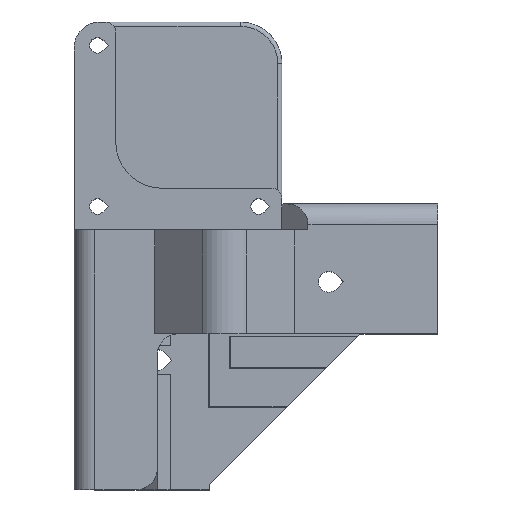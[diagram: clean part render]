
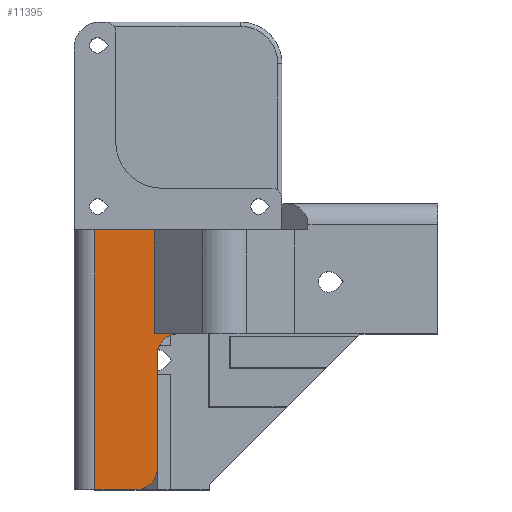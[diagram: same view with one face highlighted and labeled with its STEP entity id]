
A CAD part, top view. The second image highlights one B-rep face of the part: STEP entity #11395.
In plain terms, the highlighted planar face has unit normal (0, 0, 1).
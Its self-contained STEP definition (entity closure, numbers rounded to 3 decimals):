
#1846 = PLANE('',#1847);
#1847 = AXIS2_PLACEMENT_3D('',#1848,#1849,#1850);
#1848 = CARTESIAN_POINT('',(6.,-70.,-25.));
#1849 = DIRECTION('',(0.,1.,0.));
#1850 = DIRECTION('',(1.,0.,0.));
#2605 = PLANE('',#2606);
#2606 = AXIS2_PLACEMENT_3D('',#2607,#2608,#2609);
#2607 = CARTESIAN_POINT('',(4.757,-40.,14.243));
#2608 = DIRECTION('',(0.,1.,0.));
#2609 = DIRECTION('',(-0.,-0.,-1.));
#3746 = VERTEX_POINT('',#3747);
#3747 = CARTESIAN_POINT('',(-8.,-70.,5.));
#3763 = CYLINDRICAL_SURFACE('',#3764,4.);
#3764 = AXIS2_PLACEMENT_3D('',#3765,#3766,#3767);
#3765 = CARTESIAN_POINT('',(-8.,-66.,5.));
#3766 = DIRECTION('',(-0.,-0.,-1.));
#3767 = DIRECTION('',(0.,-1.,0.));
#3775 = EDGE_CURVE('',#3746,#3776,#3778,.T.);
#3776 = VERTEX_POINT('',#3777);
#3777 = CARTESIAN_POINT('',(-16.,-70.,5.));
#3778 = SURFACE_CURVE('',#3779,(#3783,#3790),.PCURVE_S1.);
#3779 = LINE('',#3780,#3781);
#3780 = CARTESIAN_POINT('',(6.,-70.,5.));
#3781 = VECTOR('',#3782,1.);
#3782 = DIRECTION('',(-1.,-0.,-0.));
#3783 = PCURVE('',#1846,#3784);
#3784 = DEFINITIONAL_REPRESENTATION('',(#3785),#3789);
#3785 = LINE('',#3786,#3787);
#3786 = CARTESIAN_POINT('',(-0.,-30.));
#3787 = VECTOR('',#3788,1.);
#3788 = DIRECTION('',(-1.,0.));
#3789 = ( GEOMETRIC_REPRESENTATION_CONTEXT(2) 
PARAMETRIC_REPRESENTATION_CONTEXT() REPRESENTATION_CONTEXT('2D SPACE',''
  ) );
#3790 = PCURVE('',#3791,#3796);
#3791 = PLANE('',#3792);
#3792 = AXIS2_PLACEMENT_3D('',#3793,#3794,#3795);
#3793 = CARTESIAN_POINT('',(50.,-15.,5.));
#3794 = DIRECTION('',(-0.,-0.,-1.));
#3795 = DIRECTION('',(-1.,0.,0.));
#3796 = DEFINITIONAL_REPRESENTATION('',(#3797),#3801);
#3797 = LINE('',#3798,#3799);
#3798 = CARTESIAN_POINT('',(44.,-55.));
#3799 = VECTOR('',#3800,1.);
#3800 = DIRECTION('',(1.,-0.));
#3801 = ( GEOMETRIC_REPRESENTATION_CONTEXT(2) 
PARAMETRIC_REPRESENTATION_CONTEXT() REPRESENTATION_CONTEXT('2D SPACE',''
  ) );
#3820 = CYLINDRICAL_SURFACE('',#3821,4.);
#3821 = AXIS2_PLACEMENT_3D('',#3822,#3823,#3824);
#3822 = CARTESIAN_POINT('',(-16.,-70.,1.));
#3823 = DIRECTION('',(0.,1.,0.));
#3824 = DIRECTION('',(-1.,-0.,-0.));
#9447 = PLANE('',#9448);
#9448 = AXIS2_PLACEMENT_3D('',#9449,#9450,#9451);
#9449 = CARTESIAN_POINT('',(-4.,-82.086,5.));
#9450 = DIRECTION('',(-1.,-0.,-0.));
#9451 = DIRECTION('',(0.,-1.,0.));
#9480 = CYLINDRICAL_SURFACE('',#9481,4.);
#9481 = AXIS2_PLACEMENT_3D('',#9482,#9483,#9484);
#9482 = CARTESIAN_POINT('',(0.,-44.,5.));
#9483 = DIRECTION('',(0.,0.,-1.));
#9484 = DIRECTION('',(-1.,0.,0.));
#9968 = VERTEX_POINT('',#9969);
#9969 = CARTESIAN_POINT('',(-4.485,-40.,5.));
#9983 = PLANE('',#9984);
#9984 = AXIS2_PLACEMENT_3D('',#9985,#9986,#9987);
#9985 = CARTESIAN_POINT('',(-7.527,-40.,1.958));
#9986 = DIRECTION('',(-0.707,0.,0.707)
  );
#9987 = DIRECTION('',(-0.707,0.,
    -0.707));
#9995 = EDGE_CURVE('',#9996,#9968,#9998,.T.);
#9996 = VERTEX_POINT('',#9997);
#9997 = CARTESIAN_POINT('',(0.,-40.,5.));
#9998 = SURFACE_CURVE('',#9999,(#10003,#10010),.PCURVE_S1.);
#9999 = LINE('',#10000,#10001);
#10000 = CARTESIAN_POINT('',(27.379,-40.,5.));
#10001 = VECTOR('',#10002,1.);
#10002 = DIRECTION('',(-1.,-0.,-0.));
#10003 = PCURVE('',#2605,#10004);
#10004 = DEFINITIONAL_REPRESENTATION('',(#10005),#10009);
#10005 = LINE('',#10006,#10007);
#10006 = CARTESIAN_POINT('',(9.243,-22.621));
#10007 = VECTOR('',#10008,1.);
#10008 = DIRECTION('',(-0.,1.));
#10009 = ( GEOMETRIC_REPRESENTATION_CONTEXT(2) 
PARAMETRIC_REPRESENTATION_CONTEXT() REPRESENTATION_CONTEXT('2D SPACE',''
  ) );
#10010 = PCURVE('',#3791,#10011);
#10011 = DEFINITIONAL_REPRESENTATION('',(#10012),#10016);
#10012 = LINE('',#10013,#10014);
#10013 = CARTESIAN_POINT('',(22.621,-25.));
#10014 = VECTOR('',#10015,1.);
#10015 = DIRECTION('',(1.,-0.));
#10016 = ( GEOMETRIC_REPRESENTATION_CONTEXT(2) 
PARAMETRIC_REPRESENTATION_CONTEXT() REPRESENTATION_CONTEXT('2D SPACE',''
  ) );
#10215 = PLANE('',#10216);
#10216 = AXIS2_PLACEMENT_3D('',#10217,#10218,#10219);
#10217 = CARTESIAN_POINT('',(4.757,-20.,14.243));
#10218 = DIRECTION('',(0.,1.,0.));
#10219 = DIRECTION('',(-0.,-0.,-1.));
#10522 = EDGE_CURVE('',#3746,#10523,#10525,.T.);
#10523 = VERTEX_POINT('',#10524);
#10524 = CARTESIAN_POINT('',(-4.,-66.,5.));
#10525 = SURFACE_CURVE('',#10526,(#10531,#10538),.PCURVE_S1.);
#10526 = CIRCLE('',#10527,4.);
#10527 = AXIS2_PLACEMENT_3D('',#10528,#10529,#10530);
#10528 = CARTESIAN_POINT('',(-8.,-66.,5.));
#10529 = DIRECTION('',(0.,-0.,1.));
#10530 = DIRECTION('',(0.,1.,0.));
#10531 = PCURVE('',#3763,#10532);
#10532 = DEFINITIONAL_REPRESENTATION('',(#10533),#10537);
#10533 = LINE('',#10534,#10535);
#10534 = CARTESIAN_POINT('',(3.142,-0.));
#10535 = VECTOR('',#10536,1.);
#10536 = DIRECTION('',(-1.,0.));
#10537 = ( GEOMETRIC_REPRESENTATION_CONTEXT(2) 
PARAMETRIC_REPRESENTATION_CONTEXT() REPRESENTATION_CONTEXT('2D SPACE',''
  ) );
#10538 = PCURVE('',#3791,#10539);
#10539 = DEFINITIONAL_REPRESENTATION('',(#10540),#10548);
#10540 = ( BOUNDED_CURVE() B_SPLINE_CURVE(2,(#10541,#10542,#10543,#10544
    ,#10545,#10546,#10547),.UNSPECIFIED.,.F.,.F.) 
B_SPLINE_CURVE_WITH_KNOTS((1,2,2,2,2,1),(-2.094,0.,
    2.094,4.189,6.283,8.378),
.UNSPECIFIED.) CURVE() GEOMETRIC_REPRESENTATION_ITEM() 
RATIONAL_B_SPLINE_CURVE((1.,0.5,1.,0.5,1.,0.5,1.)) REPRESENTATION_ITEM(
  '') );
#10541 = CARTESIAN_POINT('',(58.,-47.));
#10542 = CARTESIAN_POINT('',(64.928,-47.));
#10543 = CARTESIAN_POINT('',(61.464,-53.));
#10544 = CARTESIAN_POINT('',(58.,-59.));
#10545 = CARTESIAN_POINT('',(54.536,-53.));
#10546 = CARTESIAN_POINT('',(51.072,-47.));
#10547 = CARTESIAN_POINT('',(58.,-47.));
#10548 = ( GEOMETRIC_REPRESENTATION_CONTEXT(2) 
PARAMETRIC_REPRESENTATION_CONTEXT() REPRESENTATION_CONTEXT('2D SPACE',''
  ) );
#11347 = EDGE_CURVE('',#3776,#11348,#11350,.T.);
#11348 = VERTEX_POINT('',#11349);
#11349 = CARTESIAN_POINT('',(-16.,-20.,5.));
#11350 = SURFACE_CURVE('',#11351,(#11355,#11362),.PCURVE_S1.);
#11351 = LINE('',#11352,#11353);
#11352 = CARTESIAN_POINT('',(-16.,-70.,5.));
#11353 = VECTOR('',#11354,1.);
#11354 = DIRECTION('',(0.,1.,0.));
#11355 = PCURVE('',#3820,#11356);
#11356 = DEFINITIONAL_REPRESENTATION('',(#11357),#11361);
#11357 = LINE('',#11358,#11359);
#11358 = CARTESIAN_POINT('',(1.571,0.));
#11359 = VECTOR('',#11360,1.);
#11360 = DIRECTION('',(0.,1.));
#11361 = ( GEOMETRIC_REPRESENTATION_CONTEXT(2) 
PARAMETRIC_REPRESENTATION_CONTEXT() REPRESENTATION_CONTEXT('2D SPACE',''
  ) );
#11362 = PCURVE('',#3791,#11363);
#11363 = DEFINITIONAL_REPRESENTATION('',(#11364),#11368);
#11364 = LINE('',#11365,#11366);
#11365 = CARTESIAN_POINT('',(66.,-55.));
#11366 = VECTOR('',#11367,1.);
#11367 = DIRECTION('',(-0.,1.));
#11368 = ( GEOMETRIC_REPRESENTATION_CONTEXT(2) 
PARAMETRIC_REPRESENTATION_CONTEXT() REPRESENTATION_CONTEXT('2D SPACE',''
  ) );
#11395 = ADVANCED_FACE('',(#11396),#3791,.F.);
#11396 = FACE_BOUND('',#11397,.T.);
#11397 = EDGE_LOOP('',(#11398,#11421,#11443,#11444,#11467,#11488,#11489,
    #11490));
#11398 = ORIENTED_EDGE('',*,*,#11399,.T.);
#11399 = EDGE_CURVE('',#10523,#11400,#11402,.T.);
#11400 = VERTEX_POINT('',#11401);
#11401 = CARTESIAN_POINT('',(-4.,-44.,5.));
#11402 = SURFACE_CURVE('',#11403,(#11407,#11414),.PCURVE_S1.);
#11403 = LINE('',#11404,#11405);
#11404 = CARTESIAN_POINT('',(-4.,-82.086,5.));
#11405 = VECTOR('',#11406,1.);
#11406 = DIRECTION('',(0.,1.,0.));
#11407 = PCURVE('',#3791,#11408);
#11408 = DEFINITIONAL_REPRESENTATION('',(#11409),#11413);
#11409 = LINE('',#11410,#11411);
#11410 = CARTESIAN_POINT('',(54.,-67.086));
#11411 = VECTOR('',#11412,1.);
#11412 = DIRECTION('',(-0.,1.));
#11413 = ( GEOMETRIC_REPRESENTATION_CONTEXT(2) 
PARAMETRIC_REPRESENTATION_CONTEXT() REPRESENTATION_CONTEXT('2D SPACE',''
  ) );
#11414 = PCURVE('',#9447,#11415);
#11415 = DEFINITIONAL_REPRESENTATION('',(#11416),#11420);
#11416 = LINE('',#11417,#11418);
#11417 = CARTESIAN_POINT('',(-0.,0.));
#11418 = VECTOR('',#11419,1.);
#11419 = DIRECTION('',(-1.,0.));
#11420 = ( GEOMETRIC_REPRESENTATION_CONTEXT(2) 
PARAMETRIC_REPRESENTATION_CONTEXT() REPRESENTATION_CONTEXT('2D SPACE',''
  ) );
#11421 = ORIENTED_EDGE('',*,*,#11422,.T.);
#11422 = EDGE_CURVE('',#11400,#9996,#11423,.T.);
#11423 = SURFACE_CURVE('',#11424,(#11429,#11436),.PCURVE_S1.);
#11424 = CIRCLE('',#11425,4.);
#11425 = AXIS2_PLACEMENT_3D('',#11426,#11427,#11428);
#11426 = CARTESIAN_POINT('',(0.,-44.,5.));
#11427 = DIRECTION('',(0.,0.,-1.));
#11428 = DIRECTION('',(0.,1.,0.));
#11429 = PCURVE('',#3791,#11430);
#11430 = DEFINITIONAL_REPRESENTATION('',(#11431),#11435);
#11431 = CIRCLE('',#11432,4.);
#11432 = AXIS2_PLACEMENT_2D('',#11433,#11434);
#11433 = CARTESIAN_POINT('',(50.,-29.));
#11434 = DIRECTION('',(-0.,1.));
#11435 = ( GEOMETRIC_REPRESENTATION_CONTEXT(2) 
PARAMETRIC_REPRESENTATION_CONTEXT() REPRESENTATION_CONTEXT('2D SPACE',''
  ) );
#11436 = PCURVE('',#9480,#11437);
#11437 = DEFINITIONAL_REPRESENTATION('',(#11438),#11442);
#11438 = LINE('',#11439,#11440);
#11439 = CARTESIAN_POINT('',(-4.712,0.));
#11440 = VECTOR('',#11441,1.);
#11441 = DIRECTION('',(1.,0.));
#11442 = ( GEOMETRIC_REPRESENTATION_CONTEXT(2) 
PARAMETRIC_REPRESENTATION_CONTEXT() REPRESENTATION_CONTEXT('2D SPACE',''
  ) );
#11443 = ORIENTED_EDGE('',*,*,#9995,.T.);
#11444 = ORIENTED_EDGE('',*,*,#11445,.F.);
#11445 = EDGE_CURVE('',#11446,#9968,#11448,.T.);
#11446 = VERTEX_POINT('',#11447);
#11447 = CARTESIAN_POINT('',(-4.485,-20.,5.));
#11448 = SURFACE_CURVE('',#11449,(#11453,#11460),.PCURVE_S1.);
#11449 = LINE('',#11450,#11451);
#11450 = CARTESIAN_POINT('',(-4.485,-27.5,5.));
#11451 = VECTOR('',#11452,1.);
#11452 = DIRECTION('',(0.,-1.,-0.));
#11453 = PCURVE('',#3791,#11454);
#11454 = DEFINITIONAL_REPRESENTATION('',(#11455),#11459);
#11455 = LINE('',#11456,#11457);
#11456 = CARTESIAN_POINT('',(54.485,-12.5));
#11457 = VECTOR('',#11458,1.);
#11458 = DIRECTION('',(0.,-1.));
#11459 = ( GEOMETRIC_REPRESENTATION_CONTEXT(2) 
PARAMETRIC_REPRESENTATION_CONTEXT() REPRESENTATION_CONTEXT('2D SPACE',''
  ) );
#11460 = PCURVE('',#9983,#11461);
#11461 = DEFINITIONAL_REPRESENTATION('',(#11462),#11466);
#11462 = LINE('',#11463,#11464);
#11463 = CARTESIAN_POINT('',(-4.302,-12.5));
#11464 = VECTOR('',#11465,1.);
#11465 = DIRECTION('',(0.,1.));
#11466 = ( GEOMETRIC_REPRESENTATION_CONTEXT(2) 
PARAMETRIC_REPRESENTATION_CONTEXT() REPRESENTATION_CONTEXT('2D SPACE',''
  ) );
#11467 = ORIENTED_EDGE('',*,*,#11468,.T.);
#11468 = EDGE_CURVE('',#11446,#11348,#11469,.T.);
#11469 = SURFACE_CURVE('',#11470,(#11474,#11481),.PCURVE_S1.);
#11470 = LINE('',#11471,#11472);
#11471 = CARTESIAN_POINT('',(35.,-20.,5.));
#11472 = VECTOR('',#11473,1.);
#11473 = DIRECTION('',(-1.,-0.,-0.));
#11474 = PCURVE('',#3791,#11475);
#11475 = DEFINITIONAL_REPRESENTATION('',(#11476),#11480);
#11476 = LINE('',#11477,#11478);
#11477 = CARTESIAN_POINT('',(15.,-5.));
#11478 = VECTOR('',#11479,1.);
#11479 = DIRECTION('',(1.,-0.));
#11480 = ( GEOMETRIC_REPRESENTATION_CONTEXT(2) 
PARAMETRIC_REPRESENTATION_CONTEXT() REPRESENTATION_CONTEXT('2D SPACE',''
  ) );
#11481 = PCURVE('',#10215,#11482);
#11482 = DEFINITIONAL_REPRESENTATION('',(#11483),#11487);
#11483 = LINE('',#11484,#11485);
#11484 = CARTESIAN_POINT('',(9.243,-30.243));
#11485 = VECTOR('',#11486,1.);
#11486 = DIRECTION('',(-0.,1.));
#11487 = ( GEOMETRIC_REPRESENTATION_CONTEXT(2) 
PARAMETRIC_REPRESENTATION_CONTEXT() REPRESENTATION_CONTEXT('2D SPACE',''
  ) );
#11488 = ORIENTED_EDGE('',*,*,#11347,.F.);
#11489 = ORIENTED_EDGE('',*,*,#3775,.F.);
#11490 = ORIENTED_EDGE('',*,*,#10522,.T.);
